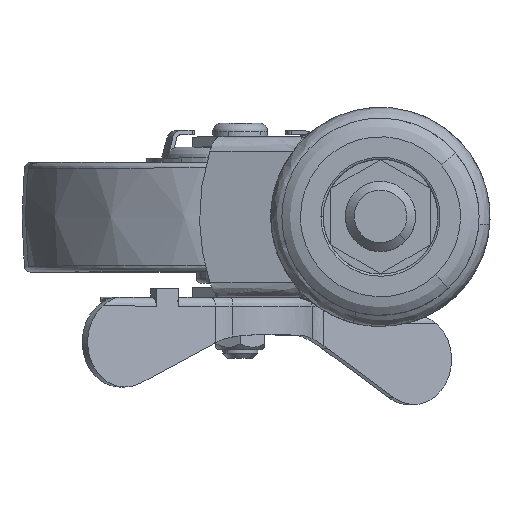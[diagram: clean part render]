
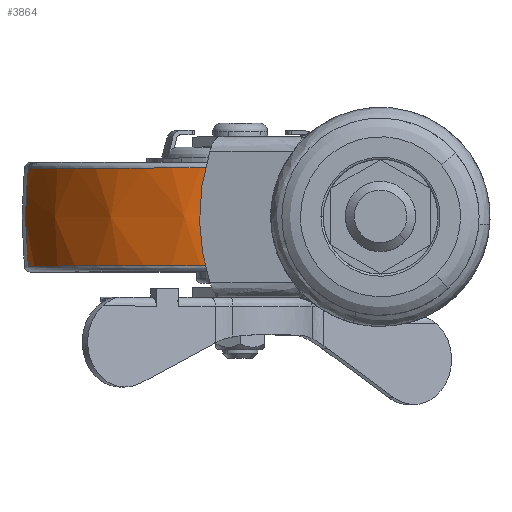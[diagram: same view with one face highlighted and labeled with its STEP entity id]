
A CAD part, top view. The second image highlights one B-rep face of the part: STEP entity #3864.
In plain terms, the highlighted free-form (B-spline) face has degree [2, 2] with [5, 5] control points.
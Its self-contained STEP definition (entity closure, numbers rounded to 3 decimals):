
#2842=CARTESIAN_POINT('',(0.0,-11.168,49.374));
#2843=VERTEX_POINT('',#2842);
#2862=CARTESIAN_POINT('',(-49.044,-11.168,5.701));
#2863=VERTEX_POINT('',#2862);
#2864=CARTESIAN_POINT('',(0.0,-11.168,49.374));
#2865=CARTESIAN_POINT('',(-3.087,-11.168,49.375));
#2866=CARTESIAN_POINT('',(-7.858,-11.168,48.926));
#2867=CARTESIAN_POINT('',(-14.32,-11.168,47.353));
#2868=CARTESIAN_POINT('',(-19.96,-11.168,45.315));
#2869=CARTESIAN_POINT('',(-25.125,-11.168,42.643));
#2870=CARTESIAN_POINT('',(-30.469,-11.168,39.011));
#2871=CARTESIAN_POINT('',(-34.423,-11.168,35.551));
#2872=CARTESIAN_POINT('',(-38.202,-11.168,31.396));
#2873=CARTESIAN_POINT('',(-41.241,-11.168,27.351));
#2874=CARTESIAN_POINT('',(-44.167,-11.168,22.331));
#2875=CARTESIAN_POINT('',(-46.326,-11.168,17.343));
#2876=CARTESIAN_POINT('',(-48.06,-11.168,11.802));
#2877=CARTESIAN_POINT('',(-48.774,-11.168,8.024));
#2878=CARTESIAN_POINT('',(-49.044,-11.168,5.701));
#2879=B_SPLINE_CURVE_WITH_KNOTS('',3,(#2864,#2865,#2866,#2867,#2868,#2869,#2870,#2871,#2872,#2873,#2874,#2875,#2876,#2877,#2878),.UNSPECIFIED.,.F.,.U.,(4,1,1,1,1,1,1,1,1,1,1,1,4),(0.,9.261,14.313,19.925,27.222,31.712,39.289,42.938,48.551,54.444,60.337,64.828,71.844),.UNSPECIFIED.);
#2880=EDGE_CURVE('',#2843,#2863,#2879,.T.);
#2940=CARTESIAN_POINT('',(0.0,11.167,49.374));
#2941=VERTEX_POINT('',#2940);
#3015=CARTESIAN_POINT('',(-48.985,11.167,6.188));
#3016=VERTEX_POINT('',#3015);
#3028=CARTESIAN_POINT('',(0.0,11.167,49.374));
#3029=CARTESIAN_POINT('',(-2.509,11.167,49.375));
#3030=CARTESIAN_POINT('',(-6.596,11.167,49.062));
#3031=CARTESIAN_POINT('',(-12.704,11.167,47.822));
#3032=CARTESIAN_POINT('',(-18.815,11.167,45.842));
#3033=CARTESIAN_POINT('',(-24.662,11.167,42.945));
#3034=CARTESIAN_POINT('',(-30.757,11.167,38.839));
#3035=CARTESIAN_POINT('',(-36.092,11.167,34.029));
#3036=CARTESIAN_POINT('',(-41.128,11.167,27.677));
#3037=CARTESIAN_POINT('',(-44.71,11.167,21.351));
#3038=CARTESIAN_POINT('',(-47.513,11.167,14.149));
#3039=CARTESIAN_POINT('',(-48.613,11.167,9.138));
#3040=CARTESIAN_POINT('',(-48.985,11.167,6.188));
#3041=B_SPLINE_CURVE_WITH_KNOTS('',3,(#3028,#3029,#3030,#3031,#3032,#3033,#3034,#3035,#3036,#3037,#3038,#3039,#3040),.UNSPECIFIED.,.F.,.U.,(4,1,1,1,1,1,1,1,1,1,4),(0.,7.525,12.264,18.674,26.757,31.774,40.693,48.219,56.023,62.434,71.353),.UNSPECIFIED.);
#3042=EDGE_CURVE('',#2941,#3016,#3041,.T.);
#3089=CARTESIAN_POINT('',(-49.044,11.167,5.701));
#3090=VERTEX_POINT('',#3089);
#3110=CARTESIAN_POINT('',(-48.985,11.167,6.188));
#3111=CARTESIAN_POINT('',(-49.044,11.167,5.701));
#3112=QUASI_UNIFORM_CURVE('',1,(#3110,#3111),.UNSPECIFIED.,.F.,.U.);
#3113=EDGE_CURVE('',#3016,#3090,#3112,.T.);
#3799=CARTESIAN_POINT('',(-49.044,-11.168,5.701));
#3800=CARTESIAN_POINT('',(-49.355,-8.387,5.737));
#3801=CARTESIAN_POINT('',(-49.873,-0.938,5.797));
#3802=CARTESIAN_POINT('',(-49.562,6.534,5.761));
#3803=CARTESIAN_POINT('',(-49.044,11.167,5.701));
#3804=B_SPLINE_CURVE_WITH_KNOTS('',3,(#3799,#3800,#3801,#3802,#3803),.UNSPECIFIED.,.F.,.U.,(4,1,4),(0.,8.393,22.382),.UNSPECIFIED.);
#3805=EDGE_CURVE('',#2863,#3090,#3804,.T.);
#3810=CARTESIAN_POINT('',(0.0,-11.168,49.374));
#3811=CARTESIAN_POINT('',(0.0,-6.766,49.869));
#3812=CARTESIAN_POINT('',(0.0,0.704,50.209));
#3813=CARTESIAN_POINT('',(0.0,8.156,49.713));
#3814=CARTESIAN_POINT('',(0.0,11.167,49.374));
#3815=B_SPLINE_CURVE_WITH_KNOTS('',3,(#3810,#3811,#3812,#3813,#3814),.UNSPECIFIED.,.F.,.U.,(4,1,4),(0.,13.289,22.382),.UNSPECIFIED.);
#3816=EDGE_CURVE('',#2843,#2941,#3815,.T.);
#3824=CARTESIAN_POINT('',(0.319,-12.293,49.242));
#3825=CARTESIAN_POINT('',(0.324,-6.17,50.));
#3826=CARTESIAN_POINT('',(0.324,0.0,50.));
#3827=CARTESIAN_POINT('',(0.324,6.17,50.));
#3828=CARTESIAN_POINT('',(0.319,12.293,49.242));
#3829=CARTESIAN_POINT('',(0.16,-12.293,49.242));
#3830=CARTESIAN_POINT('',(0.162,-6.17,50.));
#3831=CARTESIAN_POINT('',(0.162,0.0,50.));
#3832=CARTESIAN_POINT('',(0.162,6.17,50.));
#3833=CARTESIAN_POINT('',(0.16,12.293,49.242));
#3834=CARTESIAN_POINT('',(-43.849,-12.293,49.242));
#3835=CARTESIAN_POINT('',(-44.525,-6.17,50.));
#3836=CARTESIAN_POINT('',(-44.525,0.0,50.));
#3837=CARTESIAN_POINT('',(-44.525,6.17,50.));
#3838=CARTESIAN_POINT('',(-43.849,12.293,49.242));
#3839=CARTESIAN_POINT('',(-48.931,-12.293,5.52));
#3840=CARTESIAN_POINT('',(-49.685,-6.17,5.605));
#3841=CARTESIAN_POINT('',(-49.685,0.0,5.605));
#3842=CARTESIAN_POINT('',(-49.685,6.17,5.605));
#3843=CARTESIAN_POINT('',(-48.931,12.293,5.52));
#3844=CARTESIAN_POINT('',(-48.951,-12.293,5.354));
#3845=CARTESIAN_POINT('',(-49.705,-6.17,5.436));
#3846=CARTESIAN_POINT('',(-49.705,0.0,5.436));
#3847=CARTESIAN_POINT('',(-49.705,6.17,5.436));
#3848=CARTESIAN_POINT('',(-48.951,12.293,5.354));
#3856=(BOUNDED_SURFACE()B_SPLINE_SURFACE(2,2,((#3824,#3829,#3834,#3839,#3844),(#3825,#3830,#3835,#3840,#3845),(#3826,#3831,#3836,#3841,#3846),(#3827,#3832,#3837,#3842,#3847),(#3828,#3833,#3838,#3843,#3848)),.UNSPECIFIED.,.F.,.F.,.U.)B_SPLINE_SURFACE_WITH_KNOTS((3,2,3),(3,1,1,3),(0.0,12.497,24.993),(0.0,0.381,76.512,76.893),.UNSPECIFIED.)GEOMETRIC_REPRESENTATION_ITEM()RATIONAL_B_SPLINE_SURFACE(((0.974,0.973,0.71,0.931,0.932),(0.986,0.985,0.719,0.942,0.944),(1.003,1.001,0.731,0.958,0.959),(0.986,0.985,0.719,0.942,0.944),(0.974,0.973,0.71,0.931,0.932)))REPRESENTATION_ITEM('')SURFACE());
#3857=ORIENTED_EDGE('',*,*,#2880,.F.);
#3858=ORIENTED_EDGE('',*,*,#3816,.T.);
#3859=ORIENTED_EDGE('',*,*,#3042,.T.);
#3860=ORIENTED_EDGE('',*,*,#3113,.T.);
#3861=ORIENTED_EDGE('',*,*,#3805,.F.);
#3862=EDGE_LOOP('',(#3857,#3858,#3859,#3860,#3861));
#3863=FACE_OUTER_BOUND('',#3862,.T.);
#3864=ADVANCED_FACE('',(#3863),#3856,.T.);
